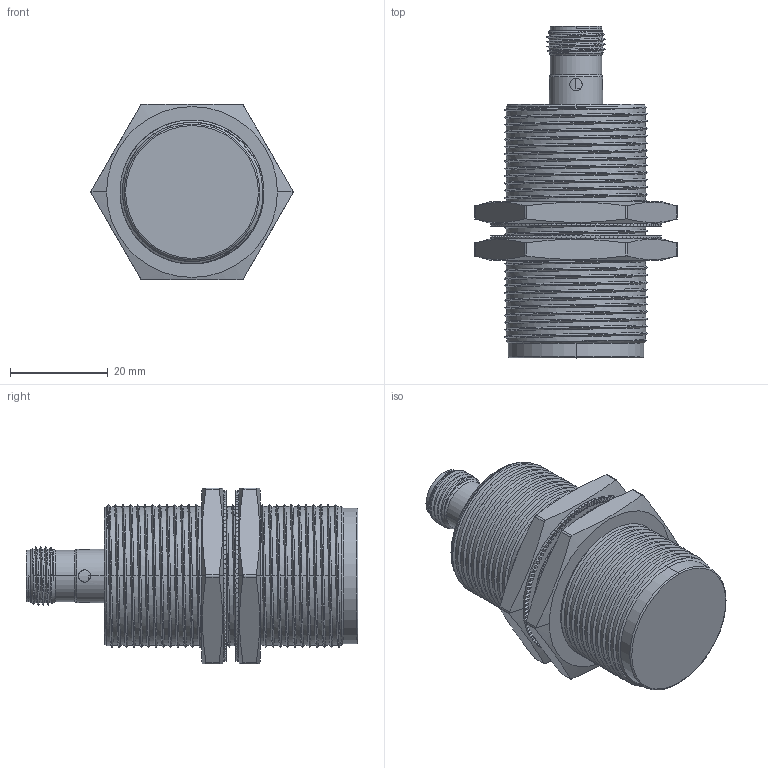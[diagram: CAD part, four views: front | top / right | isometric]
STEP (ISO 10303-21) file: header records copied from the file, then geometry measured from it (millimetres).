
FILE_DESCRIPTION (( 'STEP AP214' ), '1' );
FILE_NAME ('AM30齐平插件（P6-009（10）图3，总长68mm）.STEP', '2024-10-11T05:34:40', ( '' ), ( '' ), 'SwSTEP 2.0', 'SolidWorks 2023', '' );
FILE_SCHEMA (( 'AUTOMOTIVE_DESIGN' ));
Length unit declared in the file: millimetre
Products named in the file (4): G30-3_25.stp; M30X73-Q12-Q01010046A0_4.stp; AM30齐平插件（P6-009（10）图3，总长68mm）.stp; AM30齐平插件（P6-009（10）图3，总长68mm）
Assembly tree (4 placements, depth 3):
  AM30齐平插件（P6-009（10）图3，总长68mm）
    AM30齐平插件（P6-009（10）图3，总长68mm）.stp
      M30X73-Q12-Q01010046A0_4.stp
      G30-3_25.stp  x2
Bounding box: 41.41 x 68 x 36 mm (x, y, z)
Volume: 38267.3 mm3; surface area: 13679.3 mm2
Topology: 3 solids, 3 shells, 1004 faces, 2883 edges, 1904 vertices
Faces by surface type: plane 737, cylinder 195, cone 33, bspline 31, torus 6, sphere 2
Entity records: 43943 total; most frequent: CARTESIAN_POINT 28078, ORIENTED_EDGE 3650, DIRECTION 2859, EDGE_CURVE 1825, VERTEX_POINT 1200, AXIS2_PLACEMENT_3D 1105, B_SPLINE_CURVE_WITH_KNOTS 698, EDGE_LOOP 679
